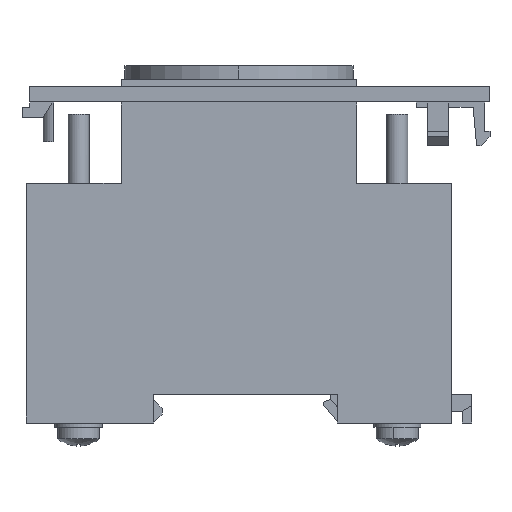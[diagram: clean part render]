
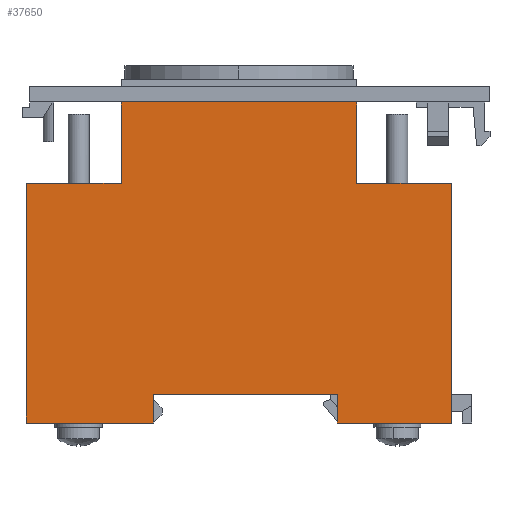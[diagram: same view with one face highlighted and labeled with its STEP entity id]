
A CAD part, left-side view. The second image highlights one B-rep face of the part: STEP entity #37650.
In plain terms, the highlighted planar face has unit normal (-1, 0, 0).
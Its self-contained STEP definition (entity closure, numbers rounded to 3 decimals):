
#22000=CARTESIAN_POINT('',(2.85,12.55,
-26.9));
#22010=DIRECTION('',(-1.,0.,0.));
#22020=DIRECTION('',(0.,0.,1.));
#22030=AXIS2_PLACEMENT_3D('',#22000,#22010,#22020);
#22040=PLANE('',#22030);
#22060=CARTESIAN_POINT('',(2.85,75.35,41.));
#22070=DIRECTION('',(0.,0.,-1.));
#22080=VECTOR('',#22070,1.);
#22090=LINE('',#22060,#22080);
#22130=CARTESIAN_POINT('',(2.85,30.55,41.));
#22140=DIRECTION('',(0.,0.,1.));
#22150=VECTOR('',#22140,1.);
#22160=LINE('',#22130,#22150);
#27070=CARTESIAN_POINT('',(2.85,30.55,34.15));
#27080=VERTEX_POINT('',#27070);
#27110=CARTESIAN_POINT('',(2.85,0.,34.15));
#27120=DIRECTION('',(0.,-1.,0.));
#27130=VECTOR('',#27120,1.);
#27140=LINE('',#27110,#27130);
#27150=CARTESIAN_POINT('',(2.85,75.35,34.15));
#27160=VERTEX_POINT('',#27150);
#27170=EDGE_CURVE('',#27160,#27080,#27140,.T.);
#36880=CARTESIAN_POINT('',(2.85,30.55,18.65));
#36890=VERTEX_POINT('',#36880);
#36900=EDGE_CURVE('',#36890,#27080,#22160,.T.);
#36910=ORIENTED_EDGE('',*,*,#36900,.T.);
#36920=CARTESIAN_POINT('',(2.85,30.55,18.65));
#36930=DIRECTION('',(0.,-1.,0.));
#36940=VECTOR('',#36930,1.);
#36950=LINE('',#36920,#36940);
#36960=CARTESIAN_POINT('',(2.85,12.55,18.65));
#36970=VERTEX_POINT('',#36960);
#36980=EDGE_CURVE('',#36890,#36970,#36950,.T.);
#36990=ORIENTED_EDGE('',*,*,#36980,.F.);
#37000=CARTESIAN_POINT('',(2.85,12.55,18.65));
#37010=DIRECTION('',(0.,0.,-1.));
#37020=VECTOR('',#37010,1.);
#37030=LINE('',#37000,#37020);
#37040=CARTESIAN_POINT('',(2.85,12.55,-26.9));
#37050=VERTEX_POINT('',#37040);
#37060=EDGE_CURVE('',#36970,#37050,#37030,.T.);
#37070=ORIENTED_EDGE('',*,*,#37060,.F.);
#37080=CARTESIAN_POINT('',(2.85,34.25,-26.9));
#37090=DIRECTION('',(0.,-1.,0.));
#37100=VECTOR('',#37090,1.);
#37110=LINE('',#37080,#37100);
#37120=CARTESIAN_POINT('',(2.85,34.25,-26.9));
#37130=VERTEX_POINT('',#37120);
#37140=EDGE_CURVE('',#37130,#37050,#37110,.T.);
#37150=ORIENTED_EDGE('',*,*,#37140,.T.);
#37160=CARTESIAN_POINT('',(2.85,34.25,-26.9));
#37170=DIRECTION('',(0.,0.,1.));
#37180=VECTOR('',#37170,1.);
#37190=LINE('',#37160,#37180);
#37200=CARTESIAN_POINT('',(2.85,34.25,-21.4));
#37210=VERTEX_POINT('',#37200);
#37220=EDGE_CURVE('',#37130,#37210,#37190,.T.);
#37230=ORIENTED_EDGE('',*,*,#37220,.F.);
#37240=CARTESIAN_POINT('',(2.85,34.25,-21.4));
#37250=DIRECTION('',(0.,1.,0.));
#37260=VECTOR('',#37250,1.);
#37270=LINE('',#37240,#37260);
#37280=CARTESIAN_POINT('',(2.85,69.25,-21.4));
#37290=VERTEX_POINT('',#37280);
#37300=EDGE_CURVE('',#37210,#37290,#37270,.T.);
#37310=ORIENTED_EDGE('',*,*,#37300,.F.);
#37320=CARTESIAN_POINT('',(2.85,69.25,-21.4));
#37330=DIRECTION('',(0.,0.,-1.));
#37340=VECTOR('',#37330,1.);
#37350=LINE('',#37320,#37340);
#37360=CARTESIAN_POINT('',(2.85,69.25,-26.9));
#37370=VERTEX_POINT('',#37360);
#37380=EDGE_CURVE('',#37290,#37370,#37350,.T.);
#37390=ORIENTED_EDGE('',*,*,#37380,.F.);
#37400=CARTESIAN_POINT('',(2.85,93.35,-26.9));
#37410=DIRECTION('',(0.,-1.,0.));
#37420=VECTOR('',#37410,1.);
#37430=LINE('',#37400,#37420);
#37440=CARTESIAN_POINT('',(2.85,93.35,-26.9));
#37450=VERTEX_POINT('',#37440);
#37460=EDGE_CURVE('',#37450,#37370,#37430,.T.);
#37470=ORIENTED_EDGE('',*,*,#37460,.T.);
#37480=CARTESIAN_POINT('',(2.85,93.35,18.65));
#37490=DIRECTION('',(0.,0.,-1.));
#37500=VECTOR('',#37490,1.);
#37510=LINE('',#37480,#37500);
#37520=CARTESIAN_POINT('',(2.85,93.35,18.65));
#37530=VERTEX_POINT('',#37520);
#37540=EDGE_CURVE('',#37530,#37450,#37510,.T.);
#37550=ORIENTED_EDGE('',*,*,#37540,.T.);
#37560=CARTESIAN_POINT('',(2.85,75.35,18.65));
#37570=VERTEX_POINT('',#37560);
#37580=EDGE_CURVE('',#37530,#37570,#36950,.T.);
#37590=ORIENTED_EDGE('',*,*,#37580,.F.);
#37600=EDGE_CURVE('',#27160,#37570,#22090,.T.);
#37610=ORIENTED_EDGE('',*,*,#37600,.T.);
#37620=ORIENTED_EDGE('',*,*,#27170,.F.);
#37630=EDGE_LOOP('',(#37620,#37610,#37590,#37550,#37470,#37390,#37310,
#37230,#37150,#37070,#36990,#36910));
#37640=FACE_OUTER_BOUND('',#37630,.T.);
#37650=ADVANCED_FACE('',(#37640),#22040,.T.);
